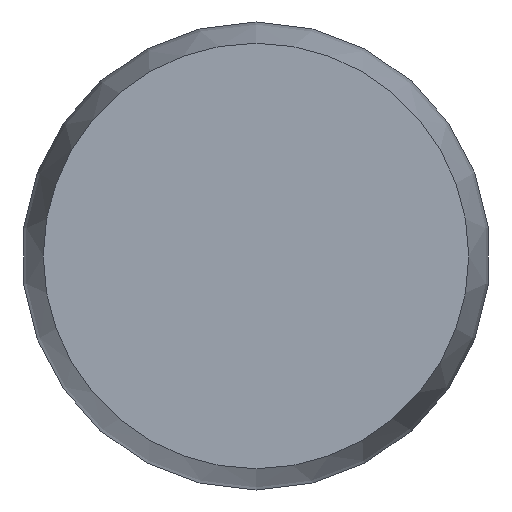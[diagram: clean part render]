
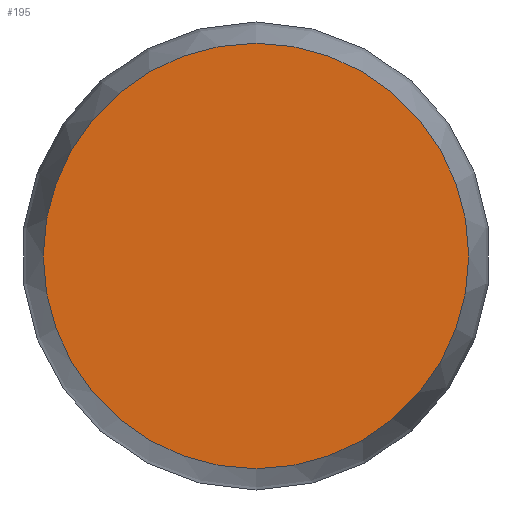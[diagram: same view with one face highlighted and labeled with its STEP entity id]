
A CAD part, left-side view. The second image highlights one B-rep face of the part: STEP entity #195.
In plain terms, the highlighted planar face has unit normal (-1, 0, 0).
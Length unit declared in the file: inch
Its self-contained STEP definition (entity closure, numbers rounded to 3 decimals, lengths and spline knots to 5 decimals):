
#1 = DIRECTION ( 'NONE',  ( 0., 0., 1. ) ) ;
#28 = DIRECTION ( 'NONE',  ( -1., 0., 0. ) ) ;
#38 = DIRECTION ( 'NONE',  ( 0., 0., -1. ) ) ;
#42 = DIRECTION ( 'NONE',  ( 1., 0., 0. ) ) ;
#58 = PLANE ( 'NONE',  #120 ) ;
#64 = EDGE_CURVE ( 'NONE', #258, #258, #233, .T. ) ;
#78 = CARTESIAN_POINT ( 'NONE',  ( 0., 0.01775, 0. ) ) ;
#101 = ORIENTED_EDGE ( 'NONE', *, *, #64, .T. ) ;
#120 = AXIS2_PLACEMENT_3D ( 'NONE', #78, #42, #38 ) ;
#144 = CARTESIAN_POINT ( 'NONE',  ( 0., 0., 0.01775 ) ) ;
#195 = ADVANCED_FACE ( 'NONE', ( #282 ), #58, .F. ) ;
#233 = CIRCLE ( 'NONE', #284, 0.01775 ) ;
#258 = VERTEX_POINT ( 'NONE', #144 ) ;
#268 = CARTESIAN_POINT ( 'NONE',  ( 0., 0., 0. ) ) ;
#278 = EDGE_LOOP ( 'NONE', ( #101 ) ) ;
#282 = FACE_OUTER_BOUND ( 'NONE', #278, .T. ) ;
#284 = AXIS2_PLACEMENT_3D ( 'NONE', #268, #28, #1 ) ;
